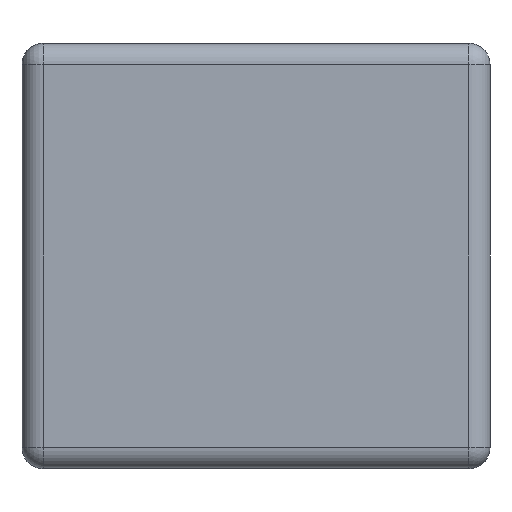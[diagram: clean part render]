
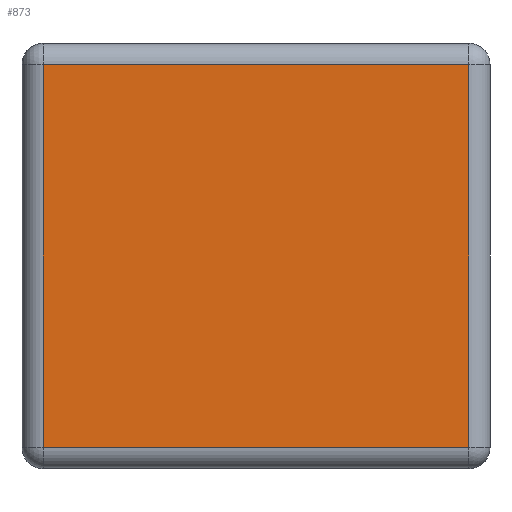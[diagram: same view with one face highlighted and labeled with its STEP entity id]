
A CAD part, left-side view. The second image highlights one B-rep face of the part: STEP entity #873.
In plain terms, the highlighted planar face has unit normal (-1, 0, 0).
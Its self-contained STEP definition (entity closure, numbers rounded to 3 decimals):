
#49 = DIRECTION ( 'NONE',  ( 0., 0., -1. ) ) ;
#105 = VECTOR ( 'NONE', #1061, 1000. ) ;
#138 = LINE ( 'NONE', #330, #390 ) ;
#144 = DIRECTION ( 'NONE',  ( 0., -1., 0. ) ) ;
#147 = EDGE_CURVE ( 'NONE', #458, #1268, #138, .T. ) ;
#159 = ORIENTED_EDGE ( 'NONE', *, *, #910, .T. ) ;
#160 = VERTEX_POINT ( 'NONE', #1065 ) ;
#204 = VECTOR ( 'NONE', #49, 1000. ) ;
#233 = DIRECTION ( 'NONE',  ( 1., 0., 0. ) ) ;
#252 = LINE ( 'NONE', #657, #105 ) ;
#330 = CARTESIAN_POINT ( 'NONE',  ( -0.2, 0.22, 0.09 ) ) ;
#338 = LINE ( 'NONE', #1241, #204 ) ;
#378 = ORIENTED_EDGE ( 'NONE', *, *, #733, .T. ) ;
#390 = VECTOR ( 'NONE', #566, 1000. ) ;
#413 = CARTESIAN_POINT ( 'NONE',  ( -0.2, 0.01, 0.09 ) ) ;
#424 = AXIS2_PLACEMENT_3D ( 'NONE', #747, #233, #1133 ) ;
#458 = VERTEX_POINT ( 'NONE', #413 ) ;
#529 = ORIENTED_EDGE ( 'NONE', *, *, #887, .T. ) ;
#566 = DIRECTION ( 'NONE',  ( 0., 1., 0. ) ) ;
#657 = CARTESIAN_POINT ( 'NONE',  ( -0.2, 0.01, -0.1 ) ) ;
#733 = EDGE_CURVE ( 'NONE', #160, #458, #252, .T. ) ;
#740 = PLANE ( 'NONE',  #424 ) ;
#747 = CARTESIAN_POINT ( 'NONE',  ( -0.2, 0.22, -0.1 ) ) ;
#757 = ORIENTED_EDGE ( 'NONE', *, *, #147, .T. ) ;
#873 = ADVANCED_FACE ( 'NONE', ( #1234 ), #740, .F. ) ;
#887 = EDGE_CURVE ( 'NONE', #981, #160, #944, .T. ) ;
#910 = EDGE_CURVE ( 'NONE', #1268, #981, #338, .T. ) ;
#944 = LINE ( 'NONE', #1059, #1029 ) ;
#981 = VERTEX_POINT ( 'NONE', #1001 ) ;
#1001 = CARTESIAN_POINT ( 'NONE',  ( -0.2, 0.21, -0.09 ) ) ;
#1021 = EDGE_LOOP ( 'NONE', ( #159, #529, #378, #757 ) ) ;
#1029 = VECTOR ( 'NONE', #144, 1000. ) ;
#1059 = CARTESIAN_POINT ( 'NONE',  ( -0.2, 0.22, -0.09 ) ) ;
#1061 = DIRECTION ( 'NONE',  ( 0., 0., 1. ) ) ;
#1065 = CARTESIAN_POINT ( 'NONE',  ( -0.2, 0.01, -0.09 ) ) ;
#1133 = DIRECTION ( 'NONE',  ( 0., 0., -1. ) ) ;
#1234 = FACE_OUTER_BOUND ( 'NONE', #1021, .T. ) ;
#1241 = CARTESIAN_POINT ( 'NONE',  ( -0.2, 0.21, -0.1 ) ) ;
#1248 = CARTESIAN_POINT ( 'NONE',  ( -0.2, 0.21, 0.09 ) ) ;
#1268 = VERTEX_POINT ( 'NONE', #1248 ) ;
